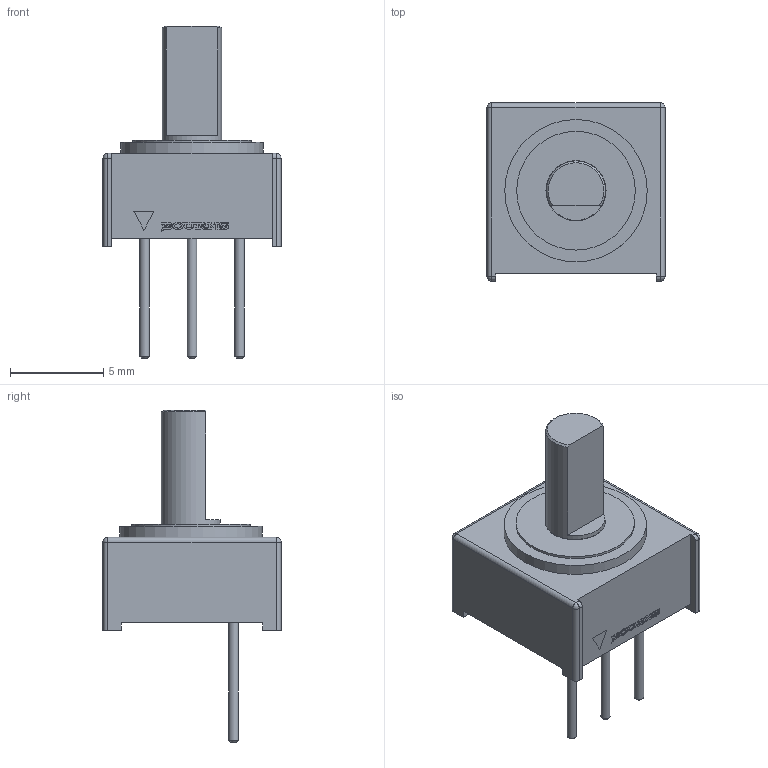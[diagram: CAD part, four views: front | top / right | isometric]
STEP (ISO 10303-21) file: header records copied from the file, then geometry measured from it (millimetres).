
FILE_DESCRIPTION(/* description */ (''),/* implementation_level */ '2;1');
FILE_NAME(/* name */ '2.stp',/* time_stamp */ '2020-05-20T12:37:50+02:00',/* author */ ('k'),/* organization */ (''),/* preprocessor_version */ 'ST-DEVELOPER v15.6',/* originating_system */ 'Autodesk Inventor 2015',/* authorisation */ '');
FILE_SCHEMA (('AUTOMOTIVE_DESIGN { 1 0 10303 214 3 1 1 }'));
Length unit declared in the file: millimetre
Products named in the file (6): 1; 2; 3310y-125; Bourns Logo
Bounding box: 9.53 x 9.53 x 17.76 mm (x, y, z)
Volume: 467.9 mm3; surface area: 515.8 mm2
Topology: 12 solids, 12 shells, 289 faces, 767 edges, 507 vertices
Faces by surface type: plane 135, bspline 127, cylinder 18, cone 5, sphere 4
Full cylindrical faces by diameter (mm): 0.508 x3, 3.175 x2, 3.213 x1, 4.801 x1, 6.35 x1, 7.62 x1
Entity records: 9639 total; most frequent: CARTESIAN_POINT 3220, ORIENTED_EDGE 1500, DIRECTION 878, EDGE_CURVE 750, VERTEX_POINT 503, LINE 448, VECTOR 448, EDGE_LOOP 315
